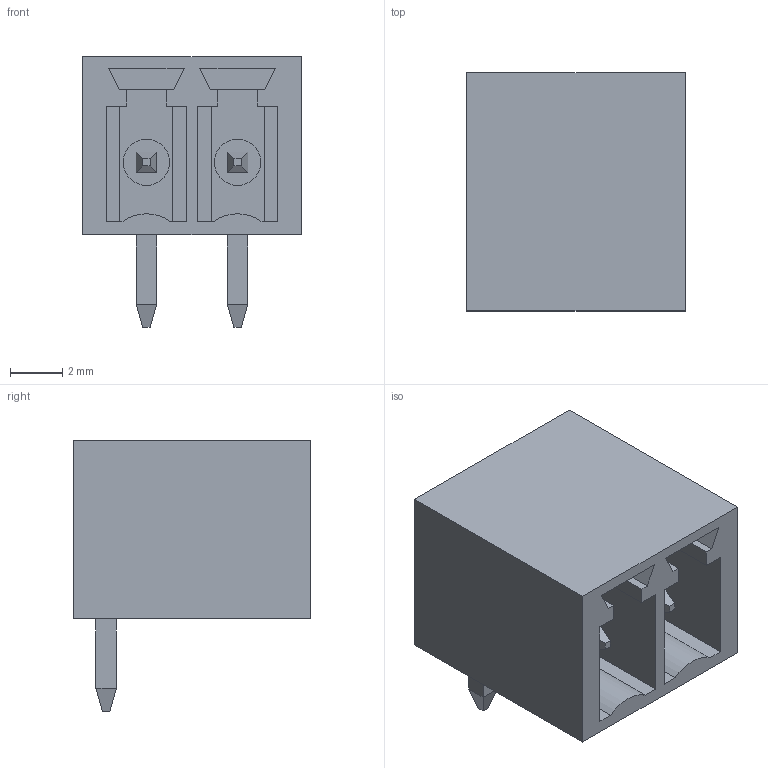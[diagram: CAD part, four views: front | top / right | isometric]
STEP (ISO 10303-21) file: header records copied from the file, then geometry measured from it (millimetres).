
FILE_DESCRIPTION(('FreeCAD Model'),'2;1');
FILE_NAME('_95021002_cp.step', '2019-04-07T12:08:55',('kicad StepUp'),('ksu MCAD'), 'Open CASCADE STEP processor 7.2','FreeCAD','Unknown');
FILE_SCHEMA(('AUTOMOTIVE_DESIGN { 1 0 10303 214 1 1 1 1 }'));
Length unit declared in the file: millimetre
Products named in the file (1): _95021002_cp
Bounding box: 8.41 x 9.14 x 10.41 mm (x, y, z)
Volume: 300.4 mm3; surface area: 811.9 mm2
Topology: 1 solids, 1 shells, 86 faces, 212 edges, 136 vertices
Faces by surface type: plane 80, cylinder 6
Entity records: 3095 total; most frequent: CARTESIAN_POINT 435, ORIENTED_EDGE 424, DIRECTION 398, EDGE_CURVE 212, LINE 200, VECTOR 200, VERTEX_POINT 136, AXIS2_PLACEMENT_3D 99
